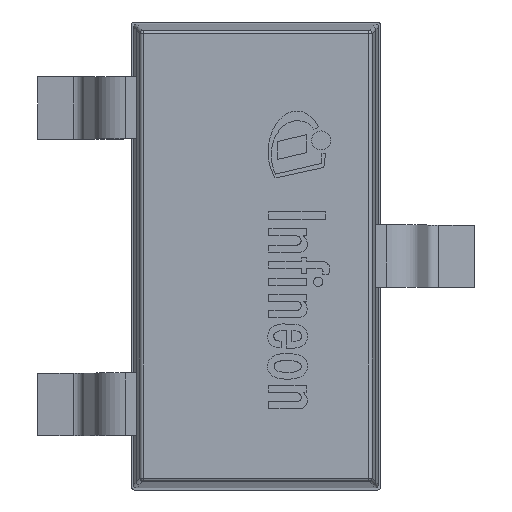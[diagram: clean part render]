
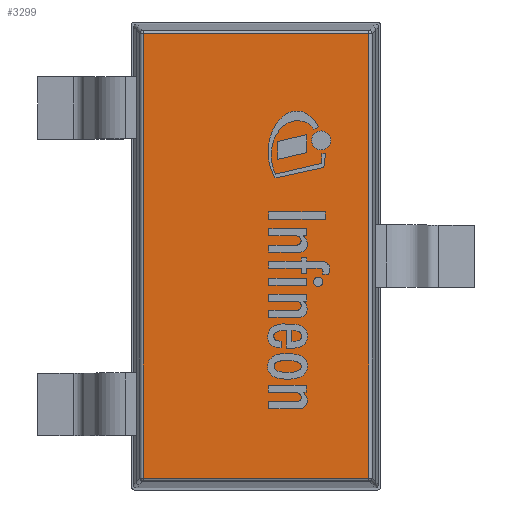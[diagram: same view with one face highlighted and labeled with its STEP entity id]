
A CAD part, top view. The second image highlights one B-rep face of the part: STEP entity #3299.
In plain terms, the highlighted planar face has unit normal (0, 0, 1).
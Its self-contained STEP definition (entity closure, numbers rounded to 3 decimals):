
#234=PLANE('',#3560);
#565=LINE('',#5715,#917);
#571=LINE('',#5744,#923);
#573=LINE('',#5747,#925);
#575=LINE('',#5750,#927);
#917=VECTOR('',#4327,1.);
#923=VECTOR('',#4359,1.);
#925=VECTOR('',#4363,1.);
#927=VECTOR('',#4367,1.);
#1181=FACE_OUTER_BOUND('',#1383,.T.);
#1383=EDGE_LOOP('',(#3041,#3042,#3043,#3044));
#1712=VERTEX_POINT('',#5689);
#1717=VERTEX_POINT('',#5702);
#1722=VERTEX_POINT('',#5718);
#1727=VERTEX_POINT('',#5731);
#2154=EDGE_CURVE('',#1712,#1717,#565,.T.);
#2168=EDGE_CURVE('',#1717,#1727,#571,.T.);
#2170=EDGE_CURVE('',#1727,#1722,#573,.T.);
#2172=EDGE_CURVE('',#1722,#1712,#575,.T.);
#3041=ORIENTED_EDGE('',*,*,#2154,.F.);
#3042=ORIENTED_EDGE('',*,*,#2172,.F.);
#3043=ORIENTED_EDGE('',*,*,#2170,.F.);
#3044=ORIENTED_EDGE('',*,*,#2168,.F.);
#3299=ADVANCED_FACE('',(#1181),#234,.T.);
#3560=AXIS2_PLACEMENT_3D('',#5755,#4374,#4375);
#4327=DIRECTION('',(1.,0.,0.));
#4359=DIRECTION('',(0.,-1.,0.));
#4363=DIRECTION('',(-1.,0.,0.));
#4367=DIRECTION('',(0.,1.,0.));
#4374=DIRECTION('center_axis',(0.,0.,1.));
#4375=DIRECTION('ref_axis',(1.,0.,0.));
#5689=CARTESIAN_POINT('',(-0.724,1.424,1.35));
#5702=CARTESIAN_POINT('',(0.724,1.424,1.35));
#5715=CARTESIAN_POINT('',(-0.392,1.424,1.35));
#5718=CARTESIAN_POINT('',(-0.724,-1.424,1.35));
#5731=CARTESIAN_POINT('',(0.724,-1.424,1.35));
#5744=CARTESIAN_POINT('',(0.724,0.743,1.35));
#5747=CARTESIAN_POINT('',(0.393,-1.424,1.35));
#5750=CARTESIAN_POINT('',(-0.724,-0.742,1.35));
#5755=CARTESIAN_POINT('Origin',(0.,0.,
1.35));
